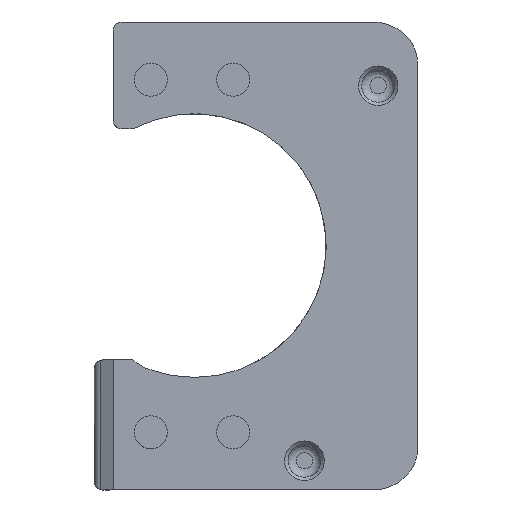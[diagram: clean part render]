
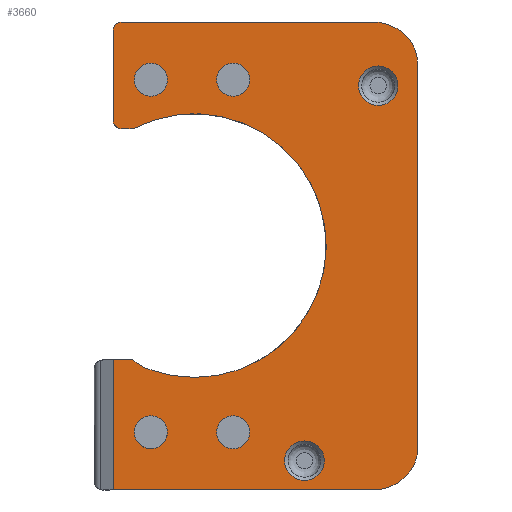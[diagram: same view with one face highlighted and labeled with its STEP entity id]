
A CAD part, front view. The second image highlights one B-rep face of the part: STEP entity #3660.
In plain terms, the highlighted planar face has unit normal (0.001, -1, 0).
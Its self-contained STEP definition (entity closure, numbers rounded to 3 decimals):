
#27=FACE_BOUND('',#685,.T.);
#28=FACE_BOUND('',#686,.T.);
#29=FACE_BOUND('',#687,.T.);
#30=FACE_BOUND('',#688,.T.);
#31=FACE_BOUND('',#689,.T.);
#32=FACE_BOUND('',#690,.T.);
#192=CIRCLE('',#3833,1.);
#206=CIRCLE('',#3864,7.);
#213=CIRCLE('',#3919,16.);
#239=CIRCLE('',#3965,2.4);
#240=CIRCLE('',#3968,1.);
#241=CIRCLE('',#3969,2.);
#242=CIRCLE('',#3970,2.);
#243=CIRCLE('',#3971,2.);
#244=CIRCLE('',#3972,2.4);
#245=CIRCLE('',#3973,2.);
#459=FACE_OUTER_BOUND('',#684,.T.);
#684=EDGE_LOOP('',(#3008,#3009,#3010,#3011,#3012,#3013,#3014,#3015,#3016,
#3017,#3018,#3019,#3020));
#685=EDGE_LOOP('',(#3021));
#686=EDGE_LOOP('',(#3022));
#687=EDGE_LOOP('',(#3023));
#688=EDGE_LOOP('',(#3024));
#689=EDGE_LOOP('',(#3025));
#690=EDGE_LOOP('',(#3026));
#879=LINE('',#5941,#1206);
#975=LINE('',#6140,#1302);
#976=LINE('',#6142,#1303);
#997=LINE('',#6805,#1324);
#1023=LINE('',#7025,#1350);
#1024=LINE('',#7029,#1351);
#1025=LINE('',#7032,#1352);
#1206=VECTOR('',#4363,10.);
#1302=VECTOR('',#4555,10.);
#1303=VECTOR('',#4558,10.);
#1324=VECTOR('',#4625,10.);
#1350=VECTOR('',#4709,10.);
#1351=VECTOR('',#4712,10.);
#1352=VECTOR('',#4715,10.);
#1454=ELLIPSE('',#3820,5.475,5.);
#1472=ELLIPSE('',#3967,5.475,5.);
#1545=VERTEX_POINT('',#5627);
#1546=VERTEX_POINT('',#5629);
#1563=VERTEX_POINT('',#5676);
#1564=VERTEX_POINT('',#5678);
#1586=VERTEX_POINT('',#5933);
#1587=VERTEX_POINT('',#5935);
#1588=VERTEX_POINT('',#5939);
#1643=VERTEX_POINT('',#6138);
#1651=VERTEX_POINT('',#6158);
#1696=VERTEX_POINT('',#6803);
#1734=VERTEX_POINT('',#7021);
#1735=VERTEX_POINT('',#7026);
#1736=VERTEX_POINT('',#7028);
#1737=VERTEX_POINT('',#7030);
#1738=VERTEX_POINT('',#7033);
#1739=VERTEX_POINT('',#7035);
#1740=VERTEX_POINT('',#7037);
#1741=VERTEX_POINT('',#7039);
#1742=VERTEX_POINT('',#7041);
#1908=EDGE_CURVE('',#1545,#1546,#1454,.T.);
#1932=EDGE_CURVE('',#1563,#1564,#192,.T.);
#1970=EDGE_CURVE('',#1587,#1586,#206,.T.);
#1973=EDGE_CURVE('',#1586,#1588,#879,.T.);
#2072=EDGE_CURVE('',#1588,#1643,#975,.T.);
#2073=EDGE_CURVE('',#1546,#1643,#976,.T.);
#2081=EDGE_CURVE('',#1651,#1587,#213,.T.);
#2134=EDGE_CURVE('',#1696,#1545,#997,.T.);
#2184=EDGE_CURVE('',#1734,#1734,#239,.T.);
#2185=EDGE_CURVE('',#1563,#1651,#1023,.T.);
#2186=EDGE_CURVE('',#1735,#1696,#1472,.T.);
#2187=EDGE_CURVE('',#1736,#1735,#1024,.T.);
#2188=EDGE_CURVE('',#1737,#1736,#240,.T.);
#2189=EDGE_CURVE('',#1737,#1564,#1025,.T.);
#2190=EDGE_CURVE('',#1738,#1738,#241,.T.);
#2191=EDGE_CURVE('',#1739,#1739,#242,.T.);
#2192=EDGE_CURVE('',#1740,#1740,#243,.T.);
#2193=EDGE_CURVE('',#1741,#1741,#244,.T.);
#2194=EDGE_CURVE('',#1742,#1742,#245,.T.);
#3008=ORIENTED_EDGE('',*,*,#1932,.F.);
#3009=ORIENTED_EDGE('',*,*,#2185,.T.);
#3010=ORIENTED_EDGE('',*,*,#2081,.T.);
#3011=ORIENTED_EDGE('',*,*,#1970,.T.);
#3012=ORIENTED_EDGE('',*,*,#1973,.T.);
#3013=ORIENTED_EDGE('',*,*,#2072,.T.);
#3014=ORIENTED_EDGE('',*,*,#2073,.F.);
#3015=ORIENTED_EDGE('',*,*,#1908,.F.);
#3016=ORIENTED_EDGE('',*,*,#2134,.F.);
#3017=ORIENTED_EDGE('',*,*,#2186,.F.);
#3018=ORIENTED_EDGE('',*,*,#2187,.F.);
#3019=ORIENTED_EDGE('',*,*,#2188,.F.);
#3020=ORIENTED_EDGE('',*,*,#2189,.T.);
#3021=ORIENTED_EDGE('',*,*,#2190,.T.);
#3022=ORIENTED_EDGE('',*,*,#2191,.T.);
#3023=ORIENTED_EDGE('',*,*,#2184,.F.);
#3024=ORIENTED_EDGE('',*,*,#2192,.T.);
#3025=ORIENTED_EDGE('',*,*,#2193,.F.);
#3026=ORIENTED_EDGE('',*,*,#2194,.T.);
#3513=PLANE('',#3966);
#3660=ADVANCED_FACE('',(#459,#27,#28,#29,#30,#31,#32),#3513,.T.);
#3820=AXIS2_PLACEMENT_3D('',#5630,#4242,#4243);
#3833=AXIS2_PLACEMENT_3D('',#5679,#4286,#4287);
#3864=AXIS2_PLACEMENT_3D('',#5936,#4357,#4358);
#3919=AXIS2_PLACEMENT_3D('',#6159,#4571,#4572);
#3965=AXIS2_PLACEMENT_3D('',#7023,#4705,#4706);
#3966=AXIS2_PLACEMENT_3D('',#7024,#4707,#4708);
#3967=AXIS2_PLACEMENT_3D('',#7027,#4710,#4711);
#3968=AXIS2_PLACEMENT_3D('',#7031,#4713,#4714);
#3969=AXIS2_PLACEMENT_3D('',#7034,#4716,#4717);
#3970=AXIS2_PLACEMENT_3D('',#7036,#4718,#4719);
#3971=AXIS2_PLACEMENT_3D('',#7038,#4720,#4721);
#3972=AXIS2_PLACEMENT_3D('',#7040,#4722,#4723);
#3973=AXIS2_PLACEMENT_3D('',#7042,#4724,#4725);
#4242=DIRECTION('center_axis',(-0.001,1.,
0.));
#4243=DIRECTION('ref_axis',(1.,0.001,0.));
#4286=DIRECTION('center_axis',(-0.001,1.,
0.));
#4287=DIRECTION('ref_axis',(-1.,-0.001,0.));
#4357=DIRECTION('center_axis',(-0.001,1.,
0.));
#4358=DIRECTION('ref_axis',(-1.,-0.001,0.));
#4363=DIRECTION('',(-1.,-0.001,0.));
#4555=DIRECTION('',(0.,0.,-1.));
#4558=DIRECTION('',(-1.,-0.001,0.));
#4571=DIRECTION('center_axis',(-0.001,1.,
0.));
#4572=DIRECTION('ref_axis',(1.,0.001,0.));
#4625=DIRECTION('',(0.,0.,-1.));
#4705=DIRECTION('center_axis',(0.001,-1.,
0.));
#4706=DIRECTION('ref_axis',(1.,0.001,0.));
#4707=DIRECTION('center_axis',(0.001,-1.,
0.));
#4708=DIRECTION('ref_axis',(-1.,-0.001,0.));
#4709=DIRECTION('',(1.,0.001,0.));
#4710=DIRECTION('center_axis',(-0.001,1.,
0.));
#4711=DIRECTION('ref_axis',(1.,0.001,0.));
#4712=DIRECTION('',(1.,0.001,0.));
#4713=DIRECTION('center_axis',(-0.001,1.,
0.));
#4714=DIRECTION('ref_axis',(-1.,-0.001,0.));
#4715=DIRECTION('',(0.,0.,-1.));
#4716=DIRECTION('center_axis',(-0.001,1.,
0.));
#4717=DIRECTION('ref_axis',(1.,0.001,0.));
#4718=DIRECTION('center_axis',(-0.001,1.,
0.));
#4719=DIRECTION('ref_axis',(1.,0.001,0.));
#4720=DIRECTION('center_axis',(-0.001,1.,
0.));
#4721=DIRECTION('ref_axis',(1.,0.001,0.));
#4722=DIRECTION('center_axis',(0.001,-1.,
0.));
#4723=DIRECTION('ref_axis',(1.,0.001,0.));
#4724=DIRECTION('center_axis',(-0.001,1.,
0.));
#4725=DIRECTION('ref_axis',(1.,0.001,0.));
#5627=CARTESIAN_POINT('',(12.022,-0.076,-6.482));
#5629=CARTESIAN_POINT('',(6.547,-0.079,-11.482));
#5630=CARTESIAN_POINT('Origin',(6.547,-0.079,-6.482));
#5676=CARTESIAN_POINT('',(-23.917,-0.099,32.356));
#5678=CARTESIAN_POINT('',(-24.917,-0.1,33.356));
#5679=CARTESIAN_POINT('Origin',(-23.917,-0.099,33.356));
#5933=CARTESIAN_POINT('',(-22.532,-0.098,4.296));
#5935=CARTESIAN_POINT('',(-20.449,-0.097,3.116));
#5936=CARTESIAN_POINT('Origin',(-18.089,-0.095,9.706));
#5939=CARTESIAN_POINT('',(-24.917,-0.1,4.296));
#5941=CARTESIAN_POINT('',(-4.632,-0.086,4.296));
#6138=CARTESIAN_POINT('',(-24.917,-0.1,-11.482));
#6140=CARTESIAN_POINT('',(-24.917,-0.1,45.318));
#6142=CARTESIAN_POINT('',(-24.917,-0.1,-11.482));
#6158=CARTESIAN_POINT('',(-22.474,-0.098,32.356));
#6159=CARTESIAN_POINT('Origin',(-15.056,-0.093,18.18));
#6803=CARTESIAN_POINT('',(12.022,-0.076,40.318));
#6805=CARTESIAN_POINT('',(12.022,-0.076,45.318));
#7021=CARTESIAN_POINT('',(4.846,-0.08,37.583));
#7023=CARTESIAN_POINT('Origin',(7.246,-0.079,37.583));
#7024=CARTESIAN_POINT('Origin',(12.022,-0.076,45.318));
#7025=CARTESIAN_POINT('',(-6.618,-0.088,32.356));
#7026=CARTESIAN_POINT('',(6.547,-0.079,45.318));
#7027=CARTESIAN_POINT('Origin',(6.547,-0.079,40.318));
#7028=CARTESIAN_POINT('',(-23.917,-0.099,45.318));
#7029=CARTESIAN_POINT('',(-24.917,-0.1,45.318));
#7030=CARTESIAN_POINT('',(-24.917,-0.1,44.318));
#7031=CARTESIAN_POINT('Origin',(-23.917,-0.099,44.318));
#7032=CARTESIAN_POINT('',(-24.917,-0.1,45.318));
#7033=CARTESIAN_POINT('',(-22.348,-0.098,38.318));
#7034=CARTESIAN_POINT('Origin',(-20.348,-0.097,38.318));
#7035=CARTESIAN_POINT('',(-12.348,-0.092,38.318));
#7036=CARTESIAN_POINT('Origin',(-10.348,-0.09,38.318));
#7037=CARTESIAN_POINT('',(-22.348,-0.098,-4.481));
#7038=CARTESIAN_POINT('Origin',(-20.348,-0.097,-4.481));
#7039=CARTESIAN_POINT('',(-4.1,-0.086,-7.931));
#7040=CARTESIAN_POINT('Origin',(-1.7,-0.085,-7.931));
#7041=CARTESIAN_POINT('',(-12.348,-0.092,-4.481));
#7042=CARTESIAN_POINT('Origin',(-10.348,-0.09,-4.481));
